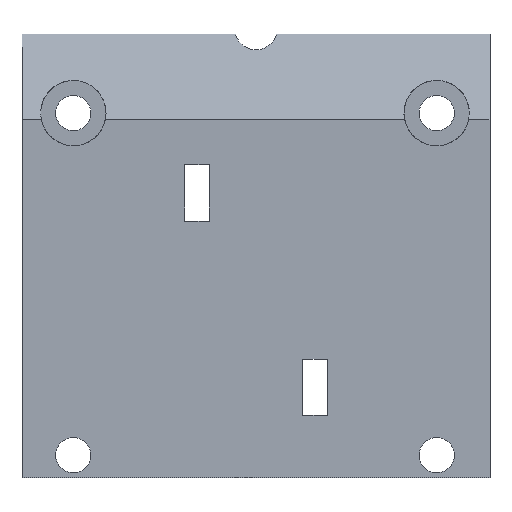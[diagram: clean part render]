
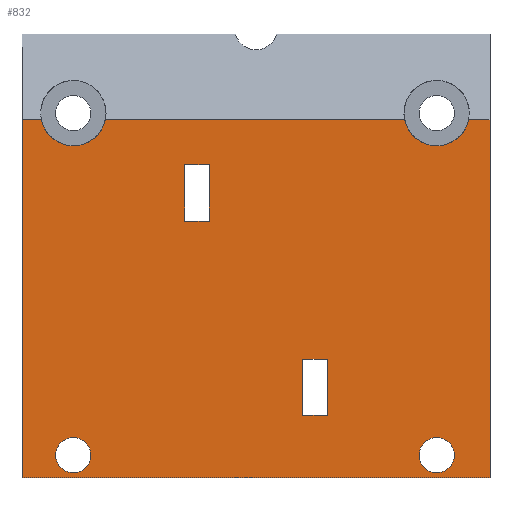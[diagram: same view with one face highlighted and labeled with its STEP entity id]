
A CAD part, front view. The second image highlights one B-rep face of the part: STEP entity #832.
In plain terms, the highlighted planar face has unit normal (0, -1, 0).
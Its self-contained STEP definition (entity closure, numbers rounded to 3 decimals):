
#30=PLANE('',#914);
#51=FACE_BOUND('',#143,.T.);
#52=FACE_BOUND('',#144,.T.);
#53=FACE_BOUND('',#145,.T.);
#54=FACE_BOUND('',#146,.T.);
#91=FACE_OUTER_BOUND('',#142,.T.);
#142=EDGE_LOOP('',(#698,#699,#700,#701,#702,#703,#704,#705));
#143=EDGE_LOOP('',(#706));
#144=EDGE_LOOP('',(#707));
#145=EDGE_LOOP('',(#708,#709,#710,#711));
#146=EDGE_LOOP('',(#712,#713,#714,#715));
#191=CIRCLE('',#912,3.25);
#193=CIRCLE('',#915,3.25);
#194=CIRCLE('',#916,1.75);
#195=CIRCLE('',#917,1.75);
#205=LINE('',#1259,#285);
#206=LINE('',#1265,#286);
#207=LINE('',#1271,#287);
#222=LINE('',#1305,#302);
#245=LINE('',#1376,#325);
#253=LINE('',#1400,#333);
#256=LINE('',#1415,#336);
#257=LINE('',#1417,#337);
#258=LINE('',#1419,#338);
#259=LINE('',#1420,#339);
#260=LINE('',#1423,#340);
#261=LINE('',#1425,#341);
#262=LINE('',#1427,#342);
#263=LINE('',#1428,#343);
#285=VECTOR('',#953,10.);
#286=VECTOR('',#958,10.);
#287=VECTOR('',#963,10.);
#302=VECTOR('',#986,10.);
#325=VECTOR('',#1061,10.);
#333=VECTOR('',#1089,10.);
#336=VECTOR('',#1106,10.);
#337=VECTOR('',#1107,10.);
#338=VECTOR('',#1108,10.);
#339=VECTOR('',#1109,10.);
#340=VECTOR('',#1110,10.);
#341=VECTOR('',#1111,10.);
#342=VECTOR('',#1112,10.);
#343=VECTOR('',#1113,10.);
#373=VERTEX_POINT('',#1256);
#374=VERTEX_POINT('',#1258);
#376=VERTEX_POINT('',#1262);
#377=VERTEX_POINT('',#1264);
#379=VERTEX_POINT('',#1268);
#380=VERTEX_POINT('',#1270);
#394=VERTEX_POINT('',#1302);
#395=VERTEX_POINT('',#1304);
#425=VERTEX_POINT('',#1409);
#426=VERTEX_POINT('',#1411);
#427=VERTEX_POINT('',#1413);
#428=VERTEX_POINT('',#1414);
#429=VERTEX_POINT('',#1416);
#430=VERTEX_POINT('',#1418);
#431=VERTEX_POINT('',#1421);
#432=VERTEX_POINT('',#1422);
#433=VERTEX_POINT('',#1424);
#434=VERTEX_POINT('',#1426);
#452=EDGE_CURVE('',#373,#374,#205,.T.);
#455=EDGE_CURVE('',#376,#377,#206,.T.);
#458=EDGE_CURVE('',#379,#380,#207,.T.);
#475=EDGE_CURVE('',#395,#394,#222,.T.);
#510=EDGE_CURVE('',#373,#395,#245,.T.);
#522=EDGE_CURVE('',#394,#380,#253,.T.);
#524=EDGE_CURVE('',#376,#374,#191,.T.);
#527=EDGE_CURVE('',#379,#377,#193,.T.);
#528=EDGE_CURVE('',#425,#425,#194,.T.);
#529=EDGE_CURVE('',#426,#426,#195,.T.);
#530=EDGE_CURVE('',#427,#428,#256,.T.);
#531=EDGE_CURVE('',#428,#429,#257,.T.);
#532=EDGE_CURVE('',#429,#430,#258,.T.);
#533=EDGE_CURVE('',#430,#427,#259,.T.);
#534=EDGE_CURVE('',#431,#432,#260,.T.);
#535=EDGE_CURVE('',#432,#433,#261,.T.);
#536=EDGE_CURVE('',#433,#434,#262,.T.);
#537=EDGE_CURVE('',#434,#431,#263,.T.);
#698=ORIENTED_EDGE('',*,*,#455,.F.);
#699=ORIENTED_EDGE('',*,*,#524,.T.);
#700=ORIENTED_EDGE('',*,*,#452,.F.);
#701=ORIENTED_EDGE('',*,*,#510,.T.);
#702=ORIENTED_EDGE('',*,*,#475,.T.);
#703=ORIENTED_EDGE('',*,*,#522,.T.);
#704=ORIENTED_EDGE('',*,*,#458,.F.);
#705=ORIENTED_EDGE('',*,*,#527,.T.);
#706=ORIENTED_EDGE('',*,*,#528,.T.);
#707=ORIENTED_EDGE('',*,*,#529,.T.);
#708=ORIENTED_EDGE('',*,*,#530,.T.);
#709=ORIENTED_EDGE('',*,*,#531,.T.);
#710=ORIENTED_EDGE('',*,*,#532,.T.);
#711=ORIENTED_EDGE('',*,*,#533,.T.);
#712=ORIENTED_EDGE('',*,*,#534,.T.);
#713=ORIENTED_EDGE('',*,*,#535,.T.);
#714=ORIENTED_EDGE('',*,*,#536,.T.);
#715=ORIENTED_EDGE('',*,*,#537,.T.);
#832=ADVANCED_FACE('',(#91,#51,#52,#53,#54),#30,.F.);
#912=AXIS2_PLACEMENT_3D('',#1403,#1093,#1094);
#914=AXIS2_PLACEMENT_3D('',#1407,#1098,#1099);
#915=AXIS2_PLACEMENT_3D('',#1408,#1100,#1101);
#916=AXIS2_PLACEMENT_3D('',#1410,#1102,#1103);
#917=AXIS2_PLACEMENT_3D('',#1412,#1104,#1105);
#953=DIRECTION('',(1.,0.,0.));
#958=DIRECTION('',(1.,0.,0.));
#963=DIRECTION('',(1.,0.,0.));
#986=DIRECTION('',(1.,0.,0.));
#1061=DIRECTION('',(0.,0.,-1.));
#1089=DIRECTION('',(0.,0.,1.));
#1093=DIRECTION('center_axis',(0.,1.,0.));
#1094=DIRECTION('ref_axis',(1.,0.,0.));
#1098=DIRECTION('center_axis',(0.,1.,0.));
#1099=DIRECTION('ref_axis',(1.,0.,0.));
#1100=DIRECTION('center_axis',(0.,1.,0.));
#1101=DIRECTION('ref_axis',(1.,0.,0.));
#1102=DIRECTION('center_axis',(0.,1.,0.));
#1103=DIRECTION('ref_axis',(1.,0.,0.));
#1104=DIRECTION('center_axis',(0.,1.,0.));
#1105=DIRECTION('ref_axis',(1.,0.,0.));
#1106=DIRECTION('',(0.,0.,1.));
#1107=DIRECTION('',(1.,0.,0.));
#1108=DIRECTION('',(0.,0.,-1.));
#1109=DIRECTION('',(-1.,0.,0.));
#1110=DIRECTION('',(1.,0.,0.));
#1111=DIRECTION('',(0.,0.,-1.));
#1112=DIRECTION('',(-1.,0.,0.));
#1113=DIRECTION('',(0.,0.,1.));
#1256=CARTESIAN_POINT('',(-23.25,-8.5,35.6));
#1258=CARTESIAN_POINT('',(-21.334,-8.5,35.6));
#1259=CARTESIAN_POINT('',(11.625,-8.5,35.6));
#1262=CARTESIAN_POINT('',(-14.966,-8.5,35.6));
#1264=CARTESIAN_POINT('',(14.766,-8.5,35.6));
#1265=CARTESIAN_POINT('',(11.625,-8.5,35.6));
#1268=CARTESIAN_POINT('',(21.134,-8.5,35.6));
#1270=CARTESIAN_POINT('',(23.25,-8.5,35.6));
#1271=CARTESIAN_POINT('',(11.625,-8.5,35.6));
#1302=CARTESIAN_POINT('',(23.25,-8.5,0.));
#1304=CARTESIAN_POINT('',(-23.25,-8.5,0.));
#1305=CARTESIAN_POINT('',(23.25,-8.5,0.));
#1376=CARTESIAN_POINT('',(-23.25,-8.5,0.));
#1400=CARTESIAN_POINT('',(23.25,-8.5,44.1));
#1403=CARTESIAN_POINT('Origin',(-18.15,-8.5,36.25));
#1407=CARTESIAN_POINT('Origin',(0.,-8.5,22.05));
#1408=CARTESIAN_POINT('Origin',(17.95,-8.5,36.25));
#1409=CARTESIAN_POINT('',(-19.9,-8.5,2.25));
#1410=CARTESIAN_POINT('Origin',(-18.15,-8.5,2.25));
#1411=CARTESIAN_POINT('',(16.2,-8.5,2.25));
#1412=CARTESIAN_POINT('Origin',(17.95,-8.5,2.25));
#1413=CARTESIAN_POINT('',(4.64,-8.5,6.23));
#1414=CARTESIAN_POINT('',(4.64,-8.5,11.805));
#1415=CARTESIAN_POINT('',(4.64,-8.5,11.805));
#1416=CARTESIAN_POINT('',(7.09,-8.5,11.805));
#1417=CARTESIAN_POINT('',(7.09,-8.5,11.805));
#1418=CARTESIAN_POINT('',(7.09,-8.5,6.23));
#1419=CARTESIAN_POINT('',(7.09,-8.5,6.23));
#1420=CARTESIAN_POINT('',(4.64,-8.5,6.23));
#1421=CARTESIAN_POINT('',(-7.09,-8.5,31.1));
#1422=CARTESIAN_POINT('',(-4.64,-8.5,31.1));
#1423=CARTESIAN_POINT('',(-4.64,-8.5,31.1));
#1424=CARTESIAN_POINT('',(-4.64,-8.5,25.525));
#1425=CARTESIAN_POINT('',(-4.64,-8.5,25.525));
#1426=CARTESIAN_POINT('',(-7.09,-8.5,25.525));
#1427=CARTESIAN_POINT('',(-7.09,-8.5,25.525));
#1428=CARTESIAN_POINT('',(-7.09,-8.5,31.1));
